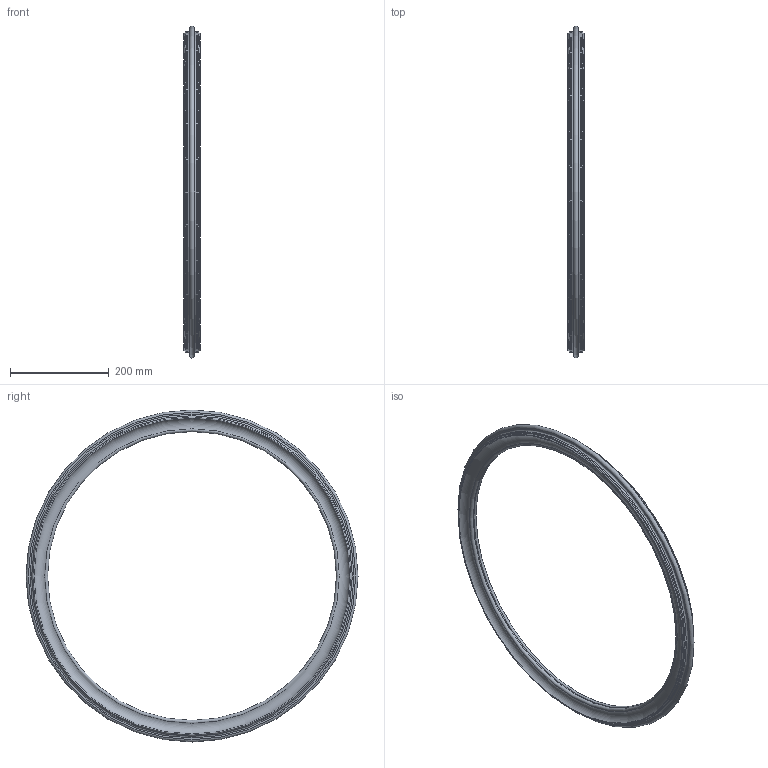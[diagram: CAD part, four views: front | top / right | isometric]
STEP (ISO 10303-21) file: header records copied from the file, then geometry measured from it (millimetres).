
FILE_DESCRIPTION(/* description */ (''),/* implementation_level */ '2;1');
FILE_NAME(/* name */ '661350z.stp',/* time_stamp */ '2024-11-19T10:08:28+01:00',/* author */ ('corinna'),/* organization */ (''),/* preprocessor_version */ 'ST-DEVELOPER v20',/* originating_system */ 'Autodesk Inventor 2024',/* authorisation */ '');
FILE_SCHEMA (('AUTOMOTIVE_DESIGN { 1 0 10303 214 3 1 1 }'));
Length unit declared in the file: millimetre
Products named in the file (1): 661350z
Bounding box: 32.65 x 672 x 672 mm (x, y, z)
Volume: 1342291.7 mm3; surface area: 260790.3 mm2
Topology: 1 solids, 1 shells, 18 faces, 42 edges, 26 vertices
Faces by surface type: torus 12, cylinder 2, cone 2, plane 2
Full cylindrical faces by diameter (mm): 648.914 x2
Entity records: 610 total; most frequent: DIRECTION 118, CARTESIAN_POINT 87, ORIENTED_EDGE 84, AXIS2_PLACEMENT_3D 57, EDGE_CURVE 42, CIRCLE 38, VERTEX_POINT 26, EDGE_LOOP 20
